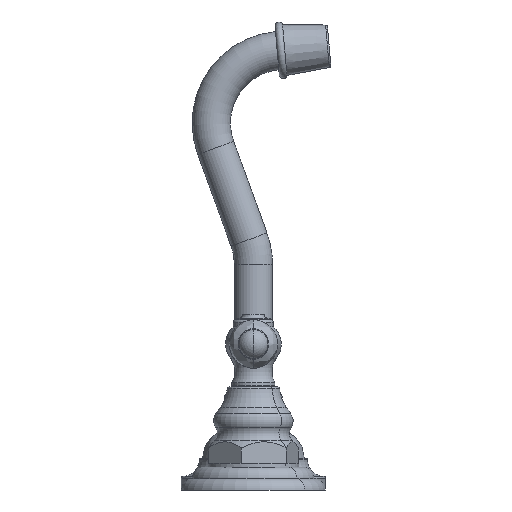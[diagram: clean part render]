
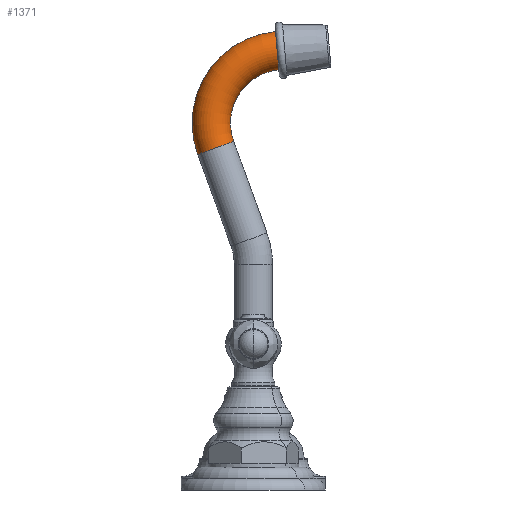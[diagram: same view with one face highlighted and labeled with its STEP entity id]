
A CAD part, left-side view. The second image highlights one B-rep face of the part: STEP entity #1371.
In plain terms, the highlighted toroidal (fillet/blend) face has major radius 30.175 mm and minor radius 7.938 mm.
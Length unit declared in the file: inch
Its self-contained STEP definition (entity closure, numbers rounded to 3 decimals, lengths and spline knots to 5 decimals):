
#593=CARTESIAN_POINT('',(0.,-0.36126,7.48829));
#594=CARTESIAN_POINT('',(-0.01058,-0.36126,
7.48829));
#595=CARTESIAN_POINT('',(-0.03163,-0.36135,
7.48723));
#596=CARTESIAN_POINT('',(-0.06303,-0.36177,
7.48243));
#597=CARTESIAN_POINT('',(-0.09367,-0.36246,
7.47453));
#598=CARTESIAN_POINT('',(-0.12348,-0.36342,
7.46354));
#599=CARTESIAN_POINT('',(-0.15188,-0.36463,
7.44966));
#600=CARTESIAN_POINT('',(-0.17885,-0.3661,
7.43291));
#601=CARTESIAN_POINT('',(-0.20387,-0.36779,
7.41362));
#602=CARTESIAN_POINT('',(-0.2269,-0.3697,
7.39181));
#603=CARTESIAN_POINT('',(-0.24752,-0.37179,
7.36788));
#604=CARTESIAN_POINT('',(-0.26566,-0.37406,
7.34193));
#605=CARTESIAN_POINT('',(-0.28105,-0.37648,
7.3143));
#606=CARTESIAN_POINT('',(-0.29354,-0.37901,
7.2853));
#607=CARTESIAN_POINT('',(-0.30305,-0.38166,
7.25511));
#608=CARTESIAN_POINT('',(-0.30942,-0.38436,
7.22423));
#609=CARTESIAN_POINT('',(-0.31264,-0.38711,
7.19273));
#610=CARTESIAN_POINT('',(-0.31264,-0.38987,
7.16122));
#611=CARTESIAN_POINT('',(-0.30942,-0.39263,
7.12971));
#612=CARTESIAN_POINT('',(-0.30305,-0.39533,
7.09883));
#613=CARTESIAN_POINT('',(-0.29354,-0.39797,
7.06864));
#614=CARTESIAN_POINT('',(-0.28105,-0.40051,
7.03964));
#615=CARTESIAN_POINT('',(-0.26566,-0.40292,
7.01201));
#616=CARTESIAN_POINT('',(-0.24752,-0.40519,
6.98607));
#617=CARTESIAN_POINT('',(-0.2269,-0.40729,
6.96213));
#618=CARTESIAN_POINT('',(-0.20387,-0.4092,
6.94032));
#619=CARTESIAN_POINT('',(-0.17885,-0.41088,
6.92103));
#620=CARTESIAN_POINT('',(-0.15187,-0.41235,
6.90428));
#621=CARTESIAN_POINT('',(-0.12347,-0.41356,
6.8904));
#622=CARTESIAN_POINT('',(-0.09367,-0.41453,
6.87941));
#623=CARTESIAN_POINT('',(-0.06303,-0.41522,
6.87151));
#624=CARTESIAN_POINT('',(-0.03163,-0.41564,
6.86672));
#625=CARTESIAN_POINT('',(-0.01058,-0.41573,
6.86565));
#626=CARTESIAN_POINT('',(0.,-0.41573,6.86565));
#631=CARTESIAN_POINT('',(0.,0.61635,5.5879));
#632=DIRECTION('',(0.,0.342,0.94));
#633=DIRECTION('',(0.,0.94,-0.342));
#634=AXIS2_PLACEMENT_3D('',#631,#632,#633);
#639=CARTESIAN_POINT('',(0.,-0.5,5.99422));
#640=DIRECTION('',(1.,0.,0.));
#641=DIRECTION('',(0.,0.94,-0.342));
#642=AXIS2_PLACEMENT_3D('',#639,#640,#641);
#757=CARTESIAN_POINT('',(0.,-0.41573,6.86565));
#790=CARTESIAN_POINT('',(0.,-0.36126,7.48829));
#803=CARTESIAN_POINT('',(0.,-0.5,5.99422));
#804=DIRECTION('',(1.,0.,0.));
#805=DIRECTION('',(0.,0.94,-0.342));
#806=AXIS2_PLACEMENT_3D('',#803,#804,#805);
#871=CARTESIAN_POINT('',(0.,0.3227,5.69478));
#872=CARTESIAN_POINT('',(0.,0.91001,5.48102));
#873=VERTEX_POINT('',#871);
#874=VERTEX_POINT('',#872);
#891=VERTEX_POINT('',#757);
#892=VERTEX_POINT('',#790);
#1357=CARTESIAN_POINT('',(0.,-0.5,5.99422));
#1358=DIRECTION('',(1.,0.,0.));
#1359=DIRECTION('',(0.,-0.94,0.342));
#1360=AXIS2_PLACEMENT_3D('',#1357,#1358,#1359);
#1361=TOROIDAL_SURFACE('',#1360,1.188,0.3125);
#1363=ORIENTED_EDGE('',*,*,#1362,.T.);
#1365=ORIENTED_EDGE('',*,*,#1364,.F.);
#1366=ORIENTED_EDGE('',*,*,#1351,.F.);
#1368=ORIENTED_EDGE('',*,*,#1367,.T.);
#1369=EDGE_LOOP('',(#1363,#1365,#1366,#1368));
#1370=FACE_OUTER_BOUND('',#1369,.F.);
#627=B_SPLINE_CURVE_WITH_KNOTS('',3,(#593,#594,#595,#596,#597,#598,#599,#600,
#601,#602,#603,#604,#605,#606,#607,#608,#609,#610,#611,#612,#613,#614,#615,#616,
#617,#618,#619,#620,#621,#622,#623,#624,#625,#626),.UNSPECIFIED.,.F.,.F.,(4,1,1,
1,1,1,1,1,1,1,1,1,1,1,1,1,1,1,1,1,1,1,1,1,1,1,1,1,1,1,1,4),(0.,
0.03226,0.06452,0.09677,0.12903,
0.16129,0.19355,0.22581,0.25806,
0.29032,0.32258,0.35484,0.3871,
0.41935,0.45161,0.48387,0.51613,
0.54839,0.58065,0.6129,0.64516,
0.67742,0.70968,0.74194,0.77419,
0.80645,0.83871,0.87097,0.90323,
0.93548,0.96774,1.),.UNSPECIFIED.);
#635=CIRCLE('',#634,0.3125);
#643=CIRCLE('',#642,1.5005);
#807=CIRCLE('',#806,0.8755);
#1351=EDGE_CURVE('',#874,#873,#635,.T.);
#1362=EDGE_CURVE('',#892,#891,#627,.T.);
#1364=EDGE_CURVE('',#873,#891,#807,.T.);
#1367=EDGE_CURVE('',#874,#892,#643,.T.);
#1371=ADVANCED_FACE('',(#1370),#1361,.T.);
